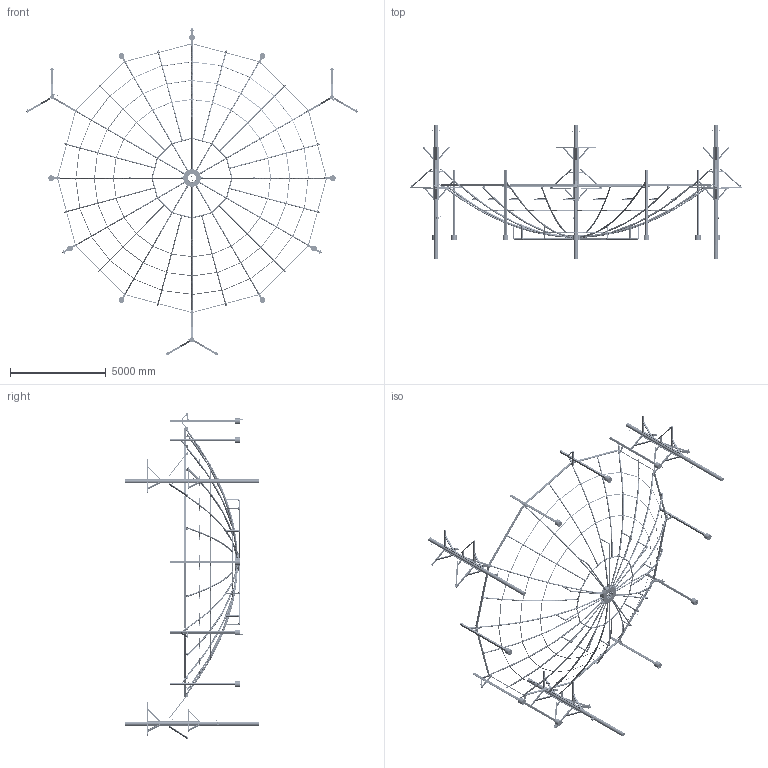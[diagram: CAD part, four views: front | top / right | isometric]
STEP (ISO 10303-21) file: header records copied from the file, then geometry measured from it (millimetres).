
FILE_DESCRIPTION(/* description */ ('Hub inner sonotube'),/* implementation_level */ '2;1');
FILE_NAME(/* name */ 'element.stp',/* time_stamp */ '2015-03-24T13:22:13-07:00',/* author */ ('Dave'),/* organization */ ('HERA Project'),/* preprocessor_version */ 'ST-DEVELOPER v15.2',/* originating_system */ 'Autodesk Inventor 2014',/* authorisation */ '');
FILE_SCHEMA (('AUTOMOTIVE_DESIGN { 1 0 10303 214 3 1 1 }'));
Length unit declared in the file: inch
Products named in the file (66): sonotubeInner; rebarbar; sonotubeOuter; cement; nail_20d; sparHoriz; sleeve_spar; hub; eyebolt_ss_375; pole; winch; thickRightAngle; winchAssembly; poleStandVert; poleStand45; poleStandHoriz1; poleScreenHldHoriz; poleScreenHld45; washer_3-8; lagBolt_3-8; poleStandVertAssy; poleStandHoriz2; endHoriz; end37; endWoodblock; endChannel; endBlock; endChannel_MIR; endcapTarget; screw_8; endAssembly; poleStand37; poleStandHoriz3; angleBracket; poleStandHorizAssy; pulley; eyebolt_small; feedCableStay1; feedCableStay2; feedCableStay ...
Bounding box: 17318.46 x 7000 x 17070.54 mm (x, y, z)
Volume: 1949101575.5 mm3; surface area: 173364131.5 mm2
Topology: 760 solids, 760 shells, 13054 faces, 33537 edges, 22248 vertices
Faces by surface type: plane 8814, cylinder 3898, bspline 168, cone 111, torus 63
Full cylindrical faces by diameter (mm): 1 x108, 2 x672, 2.54 x9, 3.175 x300, 3.302 x21, 4.115 x21, 4.877 x24, 5.105 x84, 6.35 x366, 6.756 x90, 7.62 x45, 8.89 x24, 9.296 x27, 9.525 x33, 9.652 x27, 10.084 x27, 12 x1, 12.7 x63, 15 x2, 16.51 x27, 19.05 x9, 25.4 x9, 35.878 x9, 38.1 x9, 52.502 x24, 53.34 x24, 55 x12, 55.8 x12, 60.325 x73, 63 x60
Entity records: 41950 total; most frequent: CARTESIAN_POINT 18798, DIRECTION 4316, ORIENTED_EDGE 3926, EDGE_CURVE 1962, AXIS2_PLACEMENT_3D 1632, EDGE_LOOP 1505, VERTEX_POINT 1468, LINE 1052
